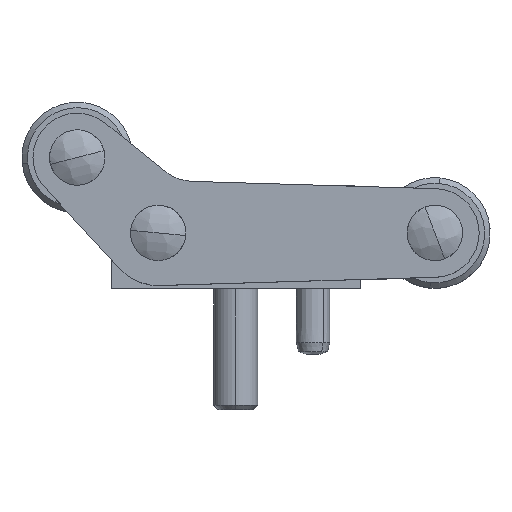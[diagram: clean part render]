
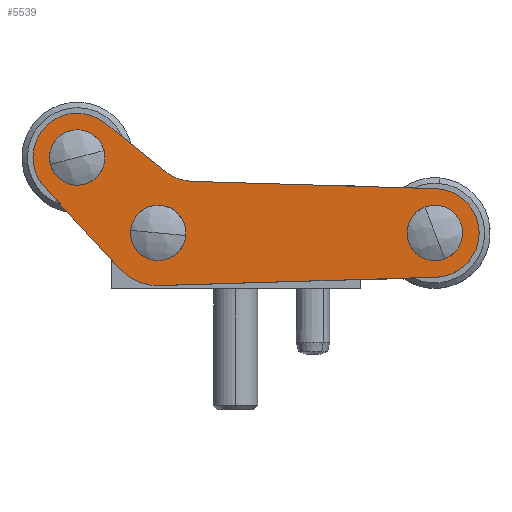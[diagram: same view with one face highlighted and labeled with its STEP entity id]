
A CAD part, top view. The second image highlights one B-rep face of the part: STEP entity #5539.
In plain terms, the highlighted face is planar.
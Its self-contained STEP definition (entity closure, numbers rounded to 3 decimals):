
#52 = ORIENTED_EDGE ( 'NONE', *, *, #2804, .F. ) ;
#72 = VERTEX_POINT ( 'NONE', #5033 ) ;
#75 = CARTESIAN_POINT ( 'NONE',  ( 6.986, 0., -3. ) ) ;
#89 = ORIENTED_EDGE ( 'NONE', *, *, #4634, .F. ) ;
#176 = CIRCLE ( 'NONE', #1357, 4. ) ;
#217 = EDGE_CURVE ( 'NONE', #1298, #4766, #1857, .T. ) ;
#231 = CARTESIAN_POINT ( 'NONE',  ( -18.014, 0., -3. ) ) ;
#234 = VERTEX_POINT ( 'NONE', #1643 ) ;
#245 = AXIS2_PLACEMENT_3D ( 'NONE', #5474, #1970, #2880 ) ;
#255 = FACE_BOUND ( 'NONE', #554, .T. ) ;
#276 = CARTESIAN_POINT ( 'NONE',  ( 11.799, 9.942, -3. ) ) ;
#296 = DIRECTION ( 'NONE',  ( 0., 0., -1. ) ) ;
#334 = EDGE_CURVE ( 'NONE', #3788, #5032, #2403, .T. ) ;
#406 = VERTEX_POINT ( 'NONE', #1826 ) ;
#508 = ORIENTED_EDGE ( 'NONE', *, *, #1980, .F. ) ;
#532 = CARTESIAN_POINT ( 'NONE',  ( 6.986, 0., -3. ) ) ;
#554 = EDGE_LOOP ( 'NONE', ( #89, #52 ) ) ;
#566 = CIRCLE ( 'NONE', #5554, 2.5 ) ;
#626 = ORIENTED_EDGE ( 'NONE', *, *, #217, .F. ) ;
#686 = CARTESIAN_POINT ( 'NONE',  ( -18.134, -3.998, -3. ) ) ;
#773 = CARTESIAN_POINT ( 'NONE',  ( 18.3, 6.82, -3. ) ) ;
#782 = DIRECTION ( 'NONE',  ( 0., 1., 0. ) ) ;
#944 = DIRECTION ( 'NONE',  ( 1., 0., 0. ) ) ;
#977 = ORIENTED_EDGE ( 'NONE', *, *, #334, .F. ) ;
#1011 = CARTESIAN_POINT ( 'NONE',  ( 10.481, -3.217, -3. ) ) ;
#1037 = VERTEX_POINT ( 'NONE', #4935 ) ;
#1196 = CIRCLE ( 'NONE', #4171, 4. ) ;
#1207 = EDGE_CURVE ( 'NONE', #72, #3788, #3837, .T. ) ;
#1247 = EDGE_CURVE ( 'NONE', #5021, #72, #4691, .T. ) ;
#1248 = DIRECTION ( 'NONE',  ( -1., 0., 0. ) ) ;
#1274 = DIRECTION ( 'NONE',  ( 0., 0., -1. ) ) ;
#1277 = DIRECTION ( 'NONE',  ( 0., 0., 1. ) ) ;
#1298 = VERTEX_POINT ( 'NONE', #3135 ) ;
#1322 = VERTEX_POINT ( 'NONE', #5282 ) ;
#1334 = CARTESIAN_POINT ( 'NONE',  ( 3.919, 4.66, -3. ) ) ;
#1357 = AXIS2_PLACEMENT_3D ( 'NONE', #2586, #1277, #5690 ) ;
#1643 = CARTESIAN_POINT ( 'NONE',  ( -18.134, -3.998, -3. ) ) ;
#1656 = CIRCLE ( 'NONE', #245, 4. ) ;
#1707 = DIRECTION ( 'NONE',  ( 0., 0., -1. ) ) ;
#1714 = VERTEX_POINT ( 'NONE', #773 ) ;
#1730 = CIRCLE ( 'NONE', #2873, 2.5 ) ;
#1790 = CARTESIAN_POINT ( 'NONE',  ( 10.481, -3.217, -3. ) ) ;
#1816 = VERTEX_POINT ( 'NONE', #3922 ) ;
#1826 = CARTESIAN_POINT ( 'NONE',  ( 9.486, 0., -3. ) ) ;
#1850 = DIRECTION ( 'NONE',  ( 0., 0., -1. ) ) ;
#1857 = CIRCLE ( 'NONE', #5512, 2.5 ) ;
#1944 = EDGE_CURVE ( 'NONE', #234, #1322, #2024, .T. ) ;
#1950 = AXIS2_PLACEMENT_3D ( 'NONE', #4773, #296, #2064 ) ;
#1959 = CARTESIAN_POINT ( 'NONE',  ( 11.799, 9.942, -3. ) ) ;
#1970 = DIRECTION ( 'NONE',  ( 0., 0., 1. ) ) ;
#1980 = EDGE_CURVE ( 'NONE', #5747, #4818, #4806, .T. ) ;
#2003 = FACE_BOUND ( 'NONE', #3445, .T. ) ;
#2024 = LINE ( 'NONE', #686, #4542 ) ;
#2064 = DIRECTION ( 'NONE',  ( 1., 0., 0. ) ) ;
#2137 = CIRCLE ( 'NONE', #2148, 2.5 ) ;
#2148 = AXIS2_PLACEMENT_3D ( 'NONE', #4119, #1850, #3189 ) ;
#2201 = DIRECTION ( 'NONE',  ( 1., 0., 0. ) ) ;
#2208 = AXIS2_PLACEMENT_3D ( 'NONE', #4797, #1707, #1248 ) ;
#2259 = DIRECTION ( 'NONE',  ( -1., 0., 0. ) ) ;
#2403 = LINE ( 'NONE', #1334, #3789 ) ;
#2409 = CARTESIAN_POINT ( 'NONE',  ( -18.134, 3.998, -3. ) ) ;
#2467 = DIRECTION ( 'NONE',  ( 0., 0., 1. ) ) ;
#2499 = EDGE_CURVE ( 'NONE', #1714, #5021, #1656, .T. ) ;
#2514 = EDGE_LOOP ( 'NONE', ( #977, #5100, #4436, #2672, #5409, #508, #5092, #2793, #3945 ) ) ;
#2529 = AXIS2_PLACEMENT_3D ( 'NONE', #5408, #3241, #2259 ) ;
#2586 = CARTESIAN_POINT ( 'NONE',  ( -18.014, 0., -3. ) ) ;
#2671 = CARTESIAN_POINT ( 'NONE',  ( 17.028, 3.895, -3. ) ) ;
#2672 = ORIENTED_EDGE ( 'NONE', *, *, #2499, .F. ) ;
#2695 = AXIS2_PLACEMENT_3D ( 'NONE', #231, #2467, #4623 ) ;
#2731 = EDGE_CURVE ( 'NONE', #406, #5540, #4661, .T. ) ;
#2792 = DIRECTION ( 'NONE',  ( 1., -0.03, 0. ) ) ;
#2793 = ORIENTED_EDGE ( 'NONE', *, *, #1944, .F. ) ;
#2804 = EDGE_CURVE ( 'NONE', #1816, #1037, #2137, .T. ) ;
#2873 = AXIS2_PLACEMENT_3D ( 'NONE', #2956, #5204, #782 ) ;
#2880 = DIRECTION ( 'NONE',  ( 1., 0., 0. ) ) ;
#2904 = ORIENTED_EDGE ( 'NONE', *, *, #2731, .F. ) ;
#2956 = CARTESIAN_POINT ( 'NONE',  ( -18.014, 0., -3. ) ) ;
#3052 = DIRECTION ( 'NONE',  ( 0., 0., 1. ) ) ;
#3076 = EDGE_CURVE ( 'NONE', #4766, #1298, #3256, .T. ) ;
#3078 = VECTOR ( 'NONE', #3382, 1000. ) ;
#3135 = CARTESIAN_POINT ( 'NONE',  ( 16.8, 6.82, -3. ) ) ;
#3164 = EDGE_LOOP ( 'NONE', ( #3476, #2904 ) ) ;
#3188 = DIRECTION ( 'NONE',  ( -1., 0., 0. ) ) ;
#3189 = DIRECTION ( 'NONE',  ( 0., 1., 0. ) ) ;
#3212 = FACE_BOUND ( 'NONE', #3164, .T. ) ;
#3241 = DIRECTION ( 'NONE',  ( 0., 0., -1. ) ) ;
#3256 = CIRCLE ( 'NONE', #2208, 2.5 ) ;
#3382 = DIRECTION ( 'NONE',  ( 0.677, 0.736, 0. ) ) ;
#3445 = EDGE_LOOP ( 'NONE', ( #5251, #626 ) ) ;
#3476 = ORIENTED_EDGE ( 'NONE', *, *, #4225, .F. ) ;
#3491 = VECTOR ( 'NONE', #5653, 1000. ) ;
#3690 = EDGE_CURVE ( 'NONE', #4818, #1714, #1196, .T. ) ;
#3788 = VERTEX_POINT ( 'NONE', #5391 ) ;
#3789 = VECTOR ( 'NONE', #4007, 1000. ) ;
#3837 = CIRCLE ( 'NONE', #1950, 4. ) ;
#3922 = CARTESIAN_POINT ( 'NONE',  ( -18.014, -2.5, -3. ) ) ;
#3945 = ORIENTED_EDGE ( 'NONE', *, *, #4708, .F. ) ;
#3965 = CARTESIAN_POINT ( 'NONE',  ( 14.3, 6.82, -3. ) ) ;
#4007 = DIRECTION ( 'NONE',  ( -1., -0.03, 0. ) ) ;
#4116 = DIRECTION ( 'NONE',  ( 0., 0., -1. ) ) ;
#4119 = CARTESIAN_POINT ( 'NONE',  ( -18.014, 0., -3. ) ) ;
#4171 = AXIS2_PLACEMENT_3D ( 'NONE', #4865, #3052, #2201 ) ;
#4225 = EDGE_CURVE ( 'NONE', #5540, #406, #566, .T. ) ;
#4436 = ORIENTED_EDGE ( 'NONE', *, *, #1247, .F. ) ;
#4542 = VECTOR ( 'NONE', #2792, 1000. ) ;
#4623 = DIRECTION ( 'NONE',  ( 1., 0., 0. ) ) ;
#4634 = EDGE_CURVE ( 'NONE', #1037, #1816, #1730, .T. ) ;
#4661 = CIRCLE ( 'NONE', #2529, 2.5 ) ;
#4691 = LINE ( 'NONE', #276, #3491 ) ;
#4708 = EDGE_CURVE ( 'NONE', #5032, #234, #176, .T. ) ;
#4766 = VERTEX_POINT ( 'NONE', #5369 ) ;
#4773 = CARTESIAN_POINT ( 'NONE',  ( 3.799, 8.658, -3. ) ) ;
#4797 = CARTESIAN_POINT ( 'NONE',  ( 14.3, 6.82, -3. ) ) ;
#4806 = LINE ( 'NONE', #1011, #3078 ) ;
#4818 = VERTEX_POINT ( 'NONE', #2671 ) ;
#4865 = CARTESIAN_POINT ( 'NONE',  ( 14.3, 6.82, -3. ) ) ;
#4935 = CARTESIAN_POINT ( 'NONE',  ( -18.014, 2.5, -3. ) ) ;
#4960 = AXIS2_PLACEMENT_3D ( 'NONE', #532, #5457, #944 ) ;
#5021 = VERTEX_POINT ( 'NONE', #1959 ) ;
#5032 = VERTEX_POINT ( 'NONE', #2409 ) ;
#5033 = CARTESIAN_POINT ( 'NONE',  ( 6.3, 5.537, -3. ) ) ;
#5058 = CARTESIAN_POINT ( 'NONE',  ( 4.486, 0., -3. ) ) ;
#5092 = ORIENTED_EDGE ( 'NONE', *, *, #5766, .F. ) ;
#5100 = ORIENTED_EDGE ( 'NONE', *, *, #1207, .F. ) ;
#5118 = PLANE ( 'NONE',  #2695 ) ;
#5204 = DIRECTION ( 'NONE',  ( 0., 0., -1. ) ) ;
#5251 = ORIENTED_EDGE ( 'NONE', *, *, #3076, .F. ) ;
#5282 = CARTESIAN_POINT ( 'NONE',  ( 6.844, -4.748, -3. ) ) ;
#5286 = CIRCLE ( 'NONE', #4960, 4.75 ) ;
#5369 = CARTESIAN_POINT ( 'NONE',  ( 11.8, 6.82, -3. ) ) ;
#5391 = CARTESIAN_POINT ( 'NONE',  ( 3.919, 4.66, -3. ) ) ;
#5408 = CARTESIAN_POINT ( 'NONE',  ( 6.986, 0., -3. ) ) ;
#5409 = ORIENTED_EDGE ( 'NONE', *, *, #3690, .F. ) ;
#5457 = DIRECTION ( 'NONE',  ( 0., 0., 1. ) ) ;
#5474 = CARTESIAN_POINT ( 'NONE',  ( 14.3, 6.82, -3. ) ) ;
#5512 = AXIS2_PLACEMENT_3D ( 'NONE', #3965, #1274, #5702 ) ;
#5539 = ADVANCED_FACE ( 'NONE', ( #5720, #255, #3212, #2003 ), #5118, .F. ) ;
#5540 = VERTEX_POINT ( 'NONE', #5058 ) ;
#5554 = AXIS2_PLACEMENT_3D ( 'NONE', #75, #4116, #3188 ) ;
#5653 = DIRECTION ( 'NONE',  ( -0.78, -0.625, 0. ) ) ;
#5690 = DIRECTION ( 'NONE',  ( 1., 0., 0. ) ) ;
#5702 = DIRECTION ( 'NONE',  ( -1., 0., 0. ) ) ;
#5720 = FACE_OUTER_BOUND ( 'NONE', #2514, .T. ) ;
#5747 = VERTEX_POINT ( 'NONE', #1790 ) ;
#5766 = EDGE_CURVE ( 'NONE', #1322, #5747, #5286, .T. ) ;
